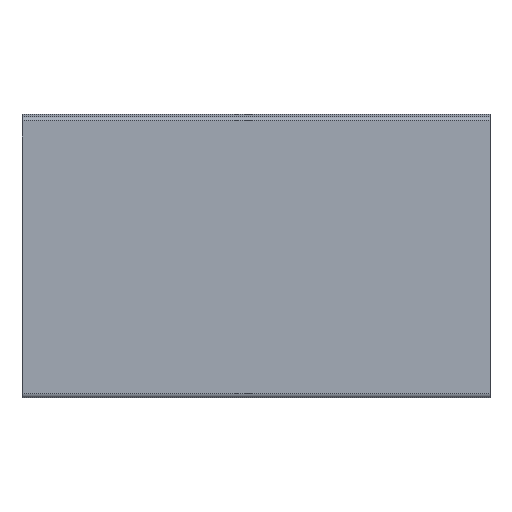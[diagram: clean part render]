
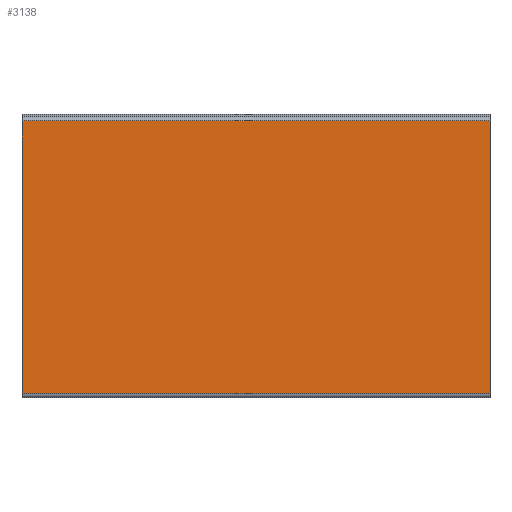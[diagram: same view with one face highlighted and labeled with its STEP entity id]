
A CAD part, left-side view. The second image highlights one B-rep face of the part: STEP entity #3138.
In plain terms, the highlighted planar face has unit normal (-1, 0, 0).
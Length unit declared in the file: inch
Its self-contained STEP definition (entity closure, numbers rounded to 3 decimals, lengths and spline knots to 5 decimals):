
#97 = CARTESIAN_POINT ( 'NONE',  ( -5., -5., 0.057 ) ) ;
#385 = CARTESIAN_POINT ( 'NONE',  ( -5., 5., 5.914 ) ) ;
#478 = FACE_OUTER_BOUND ( 'NONE', #2383, .T. ) ;
#629 = CARTESIAN_POINT ( 'NONE',  ( -5., -5., 5.914 ) ) ;
#689 = LINE ( 'NONE', #2532, #1945 ) ;
#903 = CARTESIAN_POINT ( 'NONE',  ( -5., 5., 0.047 ) ) ;
#967 = DIRECTION ( 'NONE',  ( -1., 0., 0. ) ) ;
#1388 = VECTOR ( 'NONE', #3345, 39.37008 ) ;
#1683 = CARTESIAN_POINT ( 'NONE',  ( -5., -5., 0.086 ) ) ;
#1770 = EDGE_CURVE ( 'NONE', #5748, #3349, #2188, .T. ) ;
#1945 = VECTOR ( 'NONE', #4479, 39.37008 ) ;
#2188 = LINE ( 'NONE', #2719, #5301 ) ;
#2383 = EDGE_LOOP ( 'NONE', ( #6012, #3679, #4624, #2634 ) ) ;
#2384 = EDGE_CURVE ( 'NONE', #5748, #3649, #689, .T. ) ;
#2532 = CARTESIAN_POINT ( 'NONE',  ( -5., -5., 5.914 ) ) ;
#2634 = ORIENTED_EDGE ( 'NONE', *, *, #2384, .F. ) ;
#2719 = CARTESIAN_POINT ( 'NONE',  ( -5., 5., 0.057 ) ) ;
#3040 = EDGE_CURVE ( 'NONE', #4650, #3349, #3844, .T. ) ;
#3138 = ADVANCED_FACE ( 'NONE', ( #478 ), #3533, .T. ) ;
#3345 = DIRECTION ( 'NONE',  ( 0., 1., 0. ) ) ;
#3349 = VERTEX_POINT ( 'NONE', #5279 ) ;
#3533 = PLANE ( 'NONE',  #6445 ) ;
#3649 = VERTEX_POINT ( 'NONE', #629 ) ;
#3679 = ORIENTED_EDGE ( 'NONE', *, *, #3040, .F. ) ;
#3844 = LINE ( 'NONE', #4278, #1388 ) ;
#4011 = VECTOR ( 'NONE', #6156, 39.37008 ) ;
#4278 = CARTESIAN_POINT ( 'NONE',  ( -5., -5., 0.086 ) ) ;
#4479 = DIRECTION ( 'NONE',  ( 0., -1., 0. ) ) ;
#4600 = LINE ( 'NONE', #97, #4011 ) ;
#4624 = ORIENTED_EDGE ( 'NONE', *, *, #5373, .T. ) ;
#4650 = VERTEX_POINT ( 'NONE', #1683 ) ;
#4715 = DIRECTION ( 'NONE',  ( 0., 0., -1. ) ) ;
#4984 = DIRECTION ( 'NONE',  ( 0., 0., 1. ) ) ;
#5279 = CARTESIAN_POINT ( 'NONE',  ( -5., 5., 0.086 ) ) ;
#5301 = VECTOR ( 'NONE', #4715, 39.37008 ) ;
#5373 = EDGE_CURVE ( 'NONE', #4650, #3649, #4600, .T. ) ;
#5748 = VERTEX_POINT ( 'NONE', #385 ) ;
#6012 = ORIENTED_EDGE ( 'NONE', *, *, #1770, .T. ) ;
#6156 = DIRECTION ( 'NONE',  ( 0., 0., 1. ) ) ;
#6445 = AXIS2_PLACEMENT_3D ( 'NONE', #903, #967, #4984 ) ;
